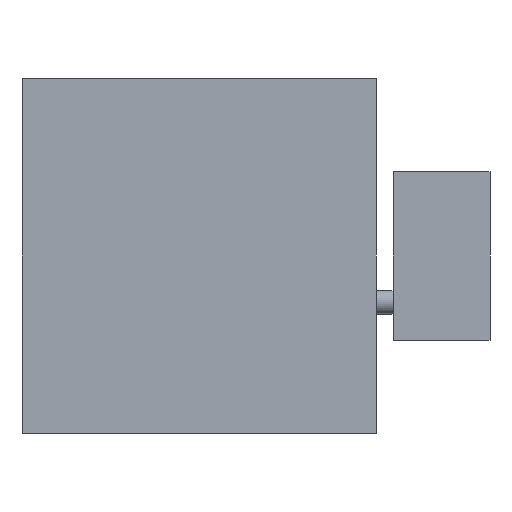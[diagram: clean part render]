
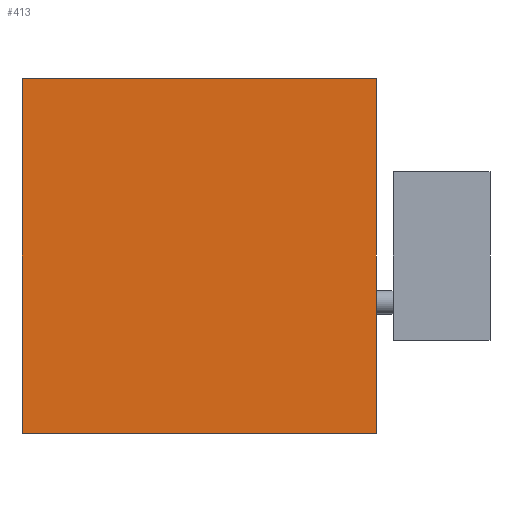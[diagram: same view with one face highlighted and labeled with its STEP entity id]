
A CAD part, left-side view. The second image highlights one B-rep face of the part: STEP entity #413.
In plain terms, the highlighted planar face has unit normal (-1, 0, 0).
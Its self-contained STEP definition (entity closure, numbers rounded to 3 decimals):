
#17 = VERTEX_POINT ( 'NONE', #85 ) ;
#20 = EDGE_CURVE ( 'NONE', #17, #310, #159, .T. ) ;
#46 = ORIENTED_EDGE ( 'NONE', *, *, #231, .F. ) ;
#50 = DIRECTION ( 'NONE',  ( 0., 0., -1. ) ) ;
#66 = DIRECTION ( 'NONE',  ( 0., 0., -1. ) ) ;
#68 = DIRECTION ( 'NONE',  ( 0., -1., 0. ) ) ;
#70 = CARTESIAN_POINT ( 'NONE',  ( -10., -21., 42. ) ) ;
#85 = CARTESIAN_POINT ( 'NONE',  ( -10., 21., 42. ) ) ;
#90 = DIRECTION ( 'NONE',  ( 0., -1., 0. ) ) ;
#94 = EDGE_CURVE ( 'NONE', #17, #203, #361, .T. ) ;
#100 = DIRECTION ( 'NONE',  ( 0., 0., -1. ) ) ;
#105 = VECTOR ( 'NONE', #90, 1000. ) ;
#113 = ORIENTED_EDGE ( 'NONE', *, *, #20, .T. ) ;
#129 = VECTOR ( 'NONE', #100, 1000. ) ;
#131 = VECTOR ( 'NONE', #68, 1000. ) ;
#158 = EDGE_CURVE ( 'NONE', #310, #232, #395, .T. ) ;
#159 = LINE ( 'NONE', #412, #371 ) ;
#196 = PLANE ( 'NONE',  #321 ) ;
#203 = VERTEX_POINT ( 'NONE', #260 ) ;
#213 = CARTESIAN_POINT ( 'NONE',  ( -10., 21., 0. ) ) ;
#226 = CARTESIAN_POINT ( 'NONE',  ( -10., -21., 0. ) ) ;
#228 = CARTESIAN_POINT ( 'NONE',  ( -10., -21., 0. ) ) ;
#231 = EDGE_CURVE ( 'NONE', #203, #232, #263, .T. ) ;
#232 = VERTEX_POINT ( 'NONE', #228 ) ;
#260 = CARTESIAN_POINT ( 'NONE',  ( -10., -21., 42. ) ) ;
#261 = FACE_OUTER_BOUND ( 'NONE', #374, .T. ) ;
#263 = LINE ( 'NONE', #70, #129 ) ;
#265 = ORIENTED_EDGE ( 'NONE', *, *, #158, .T. ) ;
#304 = ORIENTED_EDGE ( 'NONE', *, *, #94, .F. ) ;
#310 = VERTEX_POINT ( 'NONE', #213 ) ;
#321 = AXIS2_PLACEMENT_3D ( 'NONE', #360, #324, #66 ) ;
#324 = DIRECTION ( 'NONE',  ( 1., 0., 0. ) ) ;
#360 = CARTESIAN_POINT ( 'NONE',  ( -10., -21., 42. ) ) ;
#361 = LINE ( 'NONE', #363, #131 ) ;
#363 = CARTESIAN_POINT ( 'NONE',  ( -10., -21., 42. ) ) ;
#371 = VECTOR ( 'NONE', #50, 1000. ) ;
#374 = EDGE_LOOP ( 'NONE', ( #265, #46, #304, #113 ) ) ;
#395 = LINE ( 'NONE', #226, #105 ) ;
#412 = CARTESIAN_POINT ( 'NONE',  ( -10., 21., 42. ) ) ;
#413 = ADVANCED_FACE ( 'NONE', ( #261 ), #196, .F. ) ;
